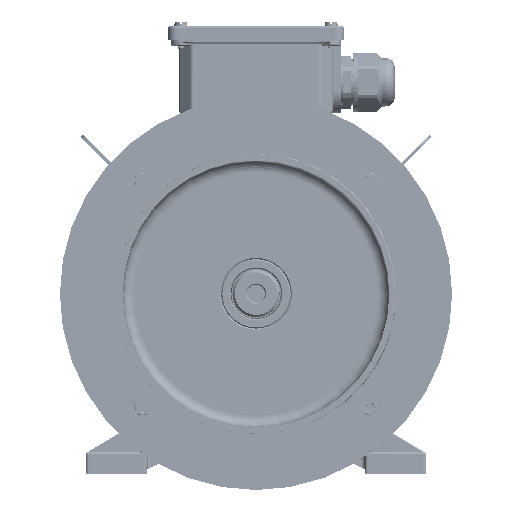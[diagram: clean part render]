
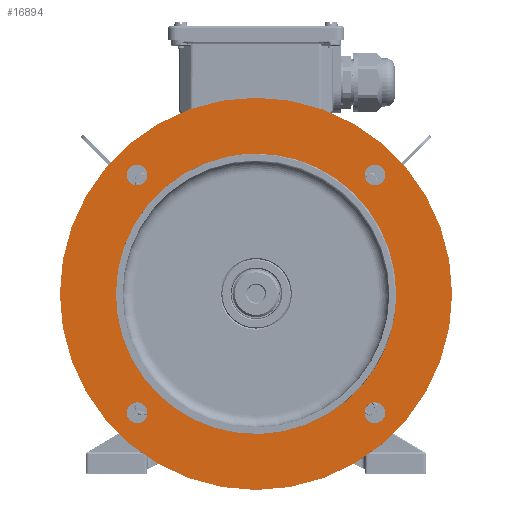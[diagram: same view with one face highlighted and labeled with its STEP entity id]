
A CAD part, top view. The second image highlights one B-rep face of the part: STEP entity #16894.
In plain terms, the highlighted planar face has unit normal (0, 0, 1).
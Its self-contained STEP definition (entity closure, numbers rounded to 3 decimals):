
#9999=PLANE('',#156012);
#12824=FACE_BOUND('',#36174,.T.);
#12825=FACE_BOUND('',#36175,.T.);
#12826=FACE_BOUND('',#36176,.T.);
#12827=FACE_BOUND('',#36177,.T.);
#12828=FACE_BOUND('',#36178,.T.);
#12829=FACE_BOUND('',#36179,.T.);
#16894=ADVANCED_FACE('',(#12824,#12825,#12826,#12827,#12828,#12829),#9999,
 .T.);
#36174=EDGE_LOOP('',(#81799,#81800));
#36175=EDGE_LOOP('',(#81801,#81802));
#36176=EDGE_LOOP('',(#81803,#81804));
#36177=EDGE_LOOP('',(#81805,#81806));
#36178=EDGE_LOOP('',(#81807,#81808));
#36179=EDGE_LOOP('',(#81809,#81810));
#81799=ORIENTED_EDGE('',*,*,#132457,.F.);
#81800=ORIENTED_EDGE('',*,*,#132456,.F.);
#81801=ORIENTED_EDGE('',*,*,#132453,.F.);
#81802=ORIENTED_EDGE('',*,*,#132452,.F.);
#81803=ORIENTED_EDGE('',*,*,#132449,.F.);
#81804=ORIENTED_EDGE('',*,*,#132448,.F.);
#81805=ORIENTED_EDGE('',*,*,#132605,.F.);
#81806=ORIENTED_EDGE('',*,*,#132460,.F.);
#81807=ORIENTED_EDGE('',*,*,#132526,.T.);
#81808=ORIENTED_EDGE('',*,*,#132606,.T.);
#81809=ORIENTED_EDGE('',*,*,#132531,.F.);
#81810=ORIENTED_EDGE('',*,*,#132604,.F.);
#115978=VERTEX_POINT('',#229414);
#115979=VERTEX_POINT('',#229416);
#115980=VERTEX_POINT('',#229422);
#115981=VERTEX_POINT('',#229424);
#115982=VERTEX_POINT('',#229430);
#115983=VERTEX_POINT('',#229432);
#115984=VERTEX_POINT('',#229438);
#115985=VERTEX_POINT('',#229440);
#116044=VERTEX_POINT('',#229583);
#116045=VERTEX_POINT('',#229585);
#116049=VERTEX_POINT('',#229618);
#116050=VERTEX_POINT('',#229620);
#132448=EDGE_CURVE('',#115979,#115978,#148571,.T.);
#132449=EDGE_CURVE('',#115978,#115979,#148572,.T.);
#132452=EDGE_CURVE('',#115981,#115980,#148573,.T.);
#132453=EDGE_CURVE('',#115980,#115981,#148574,.T.);
#132456=EDGE_CURVE('',#115983,#115982,#148575,.T.);
#132457=EDGE_CURVE('',#115982,#115983,#148576,.T.);
#132460=EDGE_CURVE('',#115985,#115984,#148577,.T.);
#132526=EDGE_CURVE('',#116045,#116044,#148612,.T.);
#132531=EDGE_CURVE('',#116049,#116050,#148614,.T.);
#132604=EDGE_CURVE('',#116050,#116049,#148654,.T.);
#132605=EDGE_CURVE('',#115984,#115985,#148655,.T.);
#132606=EDGE_CURVE('',#116044,#116045,#148656,.T.);
#148571=CIRCLE('',#155871,9.25);
#148572=CIRCLE('',#155873,9.25);
#148573=CIRCLE('',#155875,9.25);
#148574=CIRCLE('',#155877,9.25);
#148575=CIRCLE('',#155879,9.25);
#148576=CIRCLE('',#155881,9.25);
#148577=CIRCLE('',#155883,9.25);
#148612=CIRCLE('',#155936,175.);
#148614=CIRCLE('',#155939,125.);
#148654=CIRCLE('',#156008,125.);
#148655=CIRCLE('',#156010,9.25);
#148656=CIRCLE('',#156011,175.);
#155871=AXIS2_PLACEMENT_3D('',#229417,#176689,#176690);
#155873=AXIS2_PLACEMENT_3D('',#229419,#176693,#176694);
#155875=AXIS2_PLACEMENT_3D('',#229425,#176699,#176700);
#155877=AXIS2_PLACEMENT_3D('',#229427,#176703,#176704);
#155879=AXIS2_PLACEMENT_3D('',#229433,#176709,#176710);
#155881=AXIS2_PLACEMENT_3D('',#229435,#176713,#176714);
#155883=AXIS2_PLACEMENT_3D('',#229441,#176719,#176720);
#155936=AXIS2_PLACEMENT_3D('',#229584,#176856,#176857);
#155939=AXIS2_PLACEMENT_3D('',#229619,#176864,#176865);
#156008=AXIS2_PLACEMENT_3D('',#229846,#177026,#177027);
#156010=AXIS2_PLACEMENT_3D('',#229848,#177030,#177031);
#156011=AXIS2_PLACEMENT_3D('',#229849,#177032,#177033);
#156012=AXIS2_PLACEMENT_3D('',#229850,#177034,#177035);
#176689=DIRECTION('',(0.,0.,1.));
#176690=DIRECTION('',(1.,0.,0.));
#176693=DIRECTION('',(0.,0.,1.));
#176694=DIRECTION('',(1.,0.,0.));
#176699=DIRECTION('',(0.,0.,1.));
#176700=DIRECTION('',(1.,0.,0.));
#176703=DIRECTION('',(0.,0.,1.));
#176704=DIRECTION('',(1.,0.,0.));
#176709=DIRECTION('',(0.,0.,1.));
#176710=DIRECTION('',(1.,0.,0.));
#176713=DIRECTION('',(0.,0.,1.));
#176714=DIRECTION('',(1.,0.,0.));
#176719=DIRECTION('',(0.,0.,1.));
#176720=DIRECTION('',(1.,0.,0.));
#176856=DIRECTION('',(0.,0.,1.));
#176857=DIRECTION('',(1.,0.,0.));
#176864=DIRECTION('',(0.,0.,1.));
#176865=DIRECTION('',(1.,0.,0.));
#177026=DIRECTION('',(0.,0.,1.));
#177027=DIRECTION('',(1.,0.,0.));
#177030=DIRECTION('',(0.,0.,1.));
#177031=DIRECTION('',(1.,0.,0.));
#177032=DIRECTION('',(0.,0.,1.));
#177033=DIRECTION('',(1.,0.,0.));
#177034=DIRECTION('',(0.,0.,1.));
#177035=DIRECTION('',(-1.,0.,0.));
#229414=CARTESIAN_POINT('',(-96.816,103.484,213.457));
#229416=CARTESIAN_POINT('',(-115.316,103.484,213.457));
#229417=CARTESIAN_POINT('',(-106.066,103.484,213.457));
#229419=CARTESIAN_POINT('',(-106.066,103.484,213.457));
#229422=CARTESIAN_POINT('',(-96.816,-108.648,213.457));
#229424=CARTESIAN_POINT('',(-115.316,-108.648,213.457));
#229425=CARTESIAN_POINT('',(-106.066,-108.648,213.457));
#229427=CARTESIAN_POINT('',(-106.066,-108.648,213.457));
#229430=CARTESIAN_POINT('',(115.316,-108.648,213.457));
#229432=CARTESIAN_POINT('',(96.816,-108.648,213.457));
#229433=CARTESIAN_POINT('',(106.066,-108.648,213.457));
#229435=CARTESIAN_POINT('',(106.066,-108.648,213.457));
#229438=CARTESIAN_POINT('',(115.316,103.484,213.457));
#229440=CARTESIAN_POINT('',(96.816,103.484,213.457));
#229441=CARTESIAN_POINT('',(106.066,103.484,213.457));
#229583=CARTESIAN_POINT('',(-175.,-2.582,213.457));
#229584=CARTESIAN_POINT('',(0.,-2.582,213.457));
#229585=CARTESIAN_POINT('',(175.,-2.582,213.457));
#229618=CARTESIAN_POINT('',(125.,-2.582,213.457));
#229619=CARTESIAN_POINT('',(0.,-2.582,213.457));
#229620=CARTESIAN_POINT('',(-125.,-2.582,213.457));
#229846=CARTESIAN_POINT('',(0.,-2.582,213.457));
#229848=CARTESIAN_POINT('',(106.066,103.484,213.457));
#229849=CARTESIAN_POINT('',(0.,-2.582,213.457));
#229850=CARTESIAN_POINT('',(0.,-231.817,213.457));
